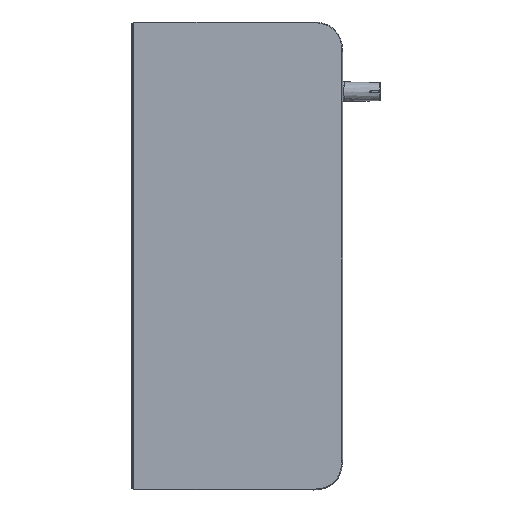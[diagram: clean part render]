
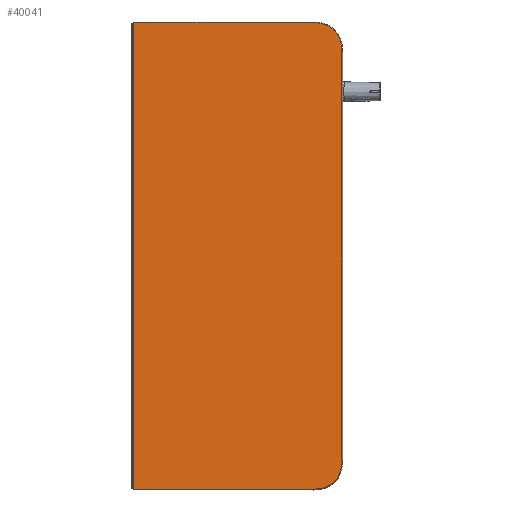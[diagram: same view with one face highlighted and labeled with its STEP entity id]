
A CAD part, top view. The second image highlights one B-rep face of the part: STEP entity #40041.
In plain terms, the highlighted planar face has unit normal (0, 0, 1).
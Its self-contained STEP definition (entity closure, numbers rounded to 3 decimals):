
#38521=CARTESIAN_POINT(' ',(-149.35,-2.,4.));
#38526=DIRECTION(' ',(0.,0.,1.));
#38531=DIRECTION(' ',(0.,1.,0.));
#38536=AXIS2_PLACEMENT_3D(' ',#38521,#38526,#38531);
#38541=CIRCLE('',#38536,1.);
#38546=CARTESIAN_POINT(' ',(-149.35,-1.,4.));
#38547=VERTEX_POINT(' ',#38546);
#38551=CARTESIAN_POINT(' ',(-150.35,-2.,4.));
#38552=VERTEX_POINT(' ',#38551);
#38556=EDGE_CURVE(' ',#38547,#38552,#38541,.T.);
#38681=CARTESIAN_POINT(' ',(149.35,-1.,4.));
#38686=DIRECTION(' ',(-1.,0.,0.));
#38691=VECTOR(' ',#38686,1.);
#38696=LINE('',#38681,#38691);
#38701=CARTESIAN_POINT(' ',(149.35,-1.,4.));
#38702=VERTEX_POINT(' ',#38701);
#38706=EDGE_CURVE(' ',#38702,#38547,#38696,.T.);
#38871=CARTESIAN_POINT(' ',(149.35,-2.,4.));
#38876=DIRECTION(' ',(0.,0.,1.));
#38881=DIRECTION(' ',(1.,0.,0.));
#38886=AXIS2_PLACEMENT_3D(' ',#38871,#38876,#38881);
#38891=CIRCLE('',#38886,1.);
#38896=CARTESIAN_POINT(' ',(150.35,-2.,4.));
#38897=VERTEX_POINT(' ',#38896);
#38901=EDGE_CURVE(' ',#38897,#38702,#38891,.T.);
#38996=CARTESIAN_POINT(' ',(150.35,-116.8,4.));
#39001=DIRECTION(' ',(0.,1.,0.));
#39006=VECTOR(' ',#39001,1.);
#39011=LINE('',#38996,#39006);
#39016=CARTESIAN_POINT(' ',(150.35,-116.8,4.));
#39017=VERTEX_POINT(' ',#39016);
#39021=EDGE_CURVE(' ',#39017,#38897,#39011,.T.);
#39276=CARTESIAN_POINT(' ',(131.8,-135.35,4.));
#39281=CARTESIAN_POINT(' ',(134.303,-135.35,4.));
#39286=CARTESIAN_POINT(' ',(136.791,-135.05,4.));
#39291=CARTESIAN_POINT(' ',(140.091,-133.985,4.));
#39296=CARTESIAN_POINT(' ',(141.032,-133.592,4.));
#39301=CARTESIAN_POINT(' ',(142.783,-132.663,4.));
#39306=CARTESIAN_POINT(' ',(143.601,-132.125,4.));
#39311=CARTESIAN_POINT(' ',(145.117,-130.896,4.));
#39316=CARTESIAN_POINT(' ',(145.815,-130.203,4.));
#39321=CARTESIAN_POINT(' ',(147.887,-127.693,4.));
#39326=CARTESIAN_POINT(' ',(148.897,-125.622,4.));
#39331=CARTESIAN_POINT(' ',(150.069,-121.409,4.));
#39336=CARTESIAN_POINT(' ',(150.316,-119.331,4.));
#39341=CARTESIAN_POINT(' ',(150.349,-117.099,4.));
#39346=CARTESIAN_POINT(' ',(150.35,-116.95,4.));
#39351=CARTESIAN_POINT(' ',(150.35,-116.8,4.));
#39356=B_SPLINE_CURVE_WITH_KNOTS('',3,(#39276,#39281,#39286,#39291,#39296,#39301,#39306,#39311,#39316,#39321,#39326,#39331,#39336,#39341,#39346,#39351),.UNSPECIFIED.,.F.,.U.,(4,2,2,2,2,2,2,4),(0.,0.239,0.339,0.439,0.539,0.778,0.985,1.),.UNSPECIFIED.);
#39361=CARTESIAN_POINT(' ',(131.8,-135.35,4.));
#39362=VERTEX_POINT(' ',#39361);
#39366=EDGE_CURVE(' ',#39362,#39017,#39356,.T.);
#39461=CARTESIAN_POINT(' ',(-131.8,-135.35,4.));
#39466=DIRECTION(' ',(1.,0.,0.));
#39471=VECTOR(' ',#39466,1.);
#39476=LINE('',#39461,#39471);
#39481=CARTESIAN_POINT(' ',(-131.8,-135.35,4.));
#39482=VERTEX_POINT(' ',#39481);
#39486=EDGE_CURVE(' ',#39482,#39362,#39476,.T.);
#39751=CARTESIAN_POINT(' ',(-150.35,-116.8,4.));
#39756=CARTESIAN_POINT(' ',(-150.35,-120.308,4.));
#39761=CARTESIAN_POINT(' ',(-149.758,-123.774,4.));
#39766=CARTESIAN_POINT(' ',(-147.531,-128.054,4.));
#39771=CARTESIAN_POINT(' ',(-146.71,-129.216,4.));
#39776=CARTESIAN_POINT(' ',(-144.785,-131.241,4.));
#39781=CARTESIAN_POINT(' ',(-143.659,-132.124,4.));
#39786=CARTESIAN_POINT(' ',(-140.666,-133.861,4.));
#39791=CARTESIAN_POINT(' ',(-138.697,-134.536,4.));
#39796=CARTESIAN_POINT(' ',(-135.067,-135.222,4.));
#39801=CARTESIAN_POINT(' ',(-133.437,-135.35,4.));
#39806=CARTESIAN_POINT(' ',(-131.8,-135.35,4.));
#39811=B_SPLINE_CURVE_WITH_KNOTS('',3,(#39751,#39756,#39761,#39766,#39771,#39776,#39781,#39786,#39791,#39796,#39801,#39806),.UNSPECIFIED.,.F.,.U.,(4,2,2,2,2,4),(0.,0.344,0.488,0.632,0.839,1.),.UNSPECIFIED.);
#39816=CARTESIAN_POINT(' ',(-150.35,-116.8,4.));
#39817=VERTEX_POINT(' ',#39816);
#39821=EDGE_CURVE(' ',#39817,#39482,#39811,.T.);
#39906=CARTESIAN_POINT(' ',(-150.35,-2.,4.));
#39911=DIRECTION(' ',(0.,-1.,0.));
#39916=VECTOR(' ',#39911,1.);
#39921=LINE('',#39906,#39916);
#39926=EDGE_CURVE(' ',#38552,#39817,#39921,.T.);
#39966=DIRECTION(' ',(0.,0.,1.));
#39971=CARTESIAN_POINT(' ',(-150.35,-135.35,4.));
#39976=DIRECTION(' ',(1.,0.,0.));
#39981=AXIS2_PLACEMENT_3D(' ',#39971,#39966,#39976);
#39986=PLANE('',#39981);
#39991=ORIENTED_EDGE(' ',*,*,#38556,.T.);
#39996=ORIENTED_EDGE(' ',*,*,#39926,.T.);
#40001=ORIENTED_EDGE(' ',*,*,#39821,.T.);
#40006=ORIENTED_EDGE(' ',*,*,#39486,.T.);
#40011=ORIENTED_EDGE(' ',*,*,#39366,.T.);
#40016=ORIENTED_EDGE(' ',*,*,#39021,.T.);
#40021=ORIENTED_EDGE(' ',*,*,#38901,.T.);
#40026=ORIENTED_EDGE(' ',*,*,#38706,.T.);
#40031=EDGE_LOOP(' ',(#39991,#39996,#40001,#40006,#40011,#40016,#40021,#40026));
#40036=FACE_OUTER_BOUND(' ',#40031,.T.);
#40041=ADVANCED_FACE('',(#40036),#39986,.T.);
